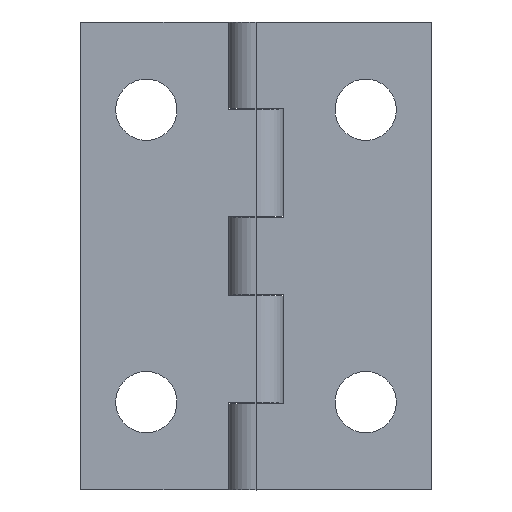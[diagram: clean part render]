
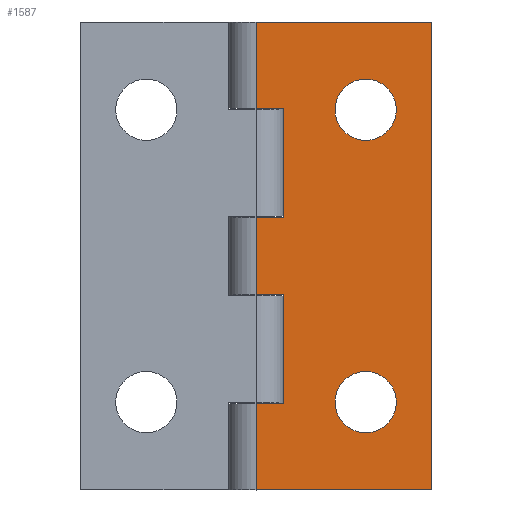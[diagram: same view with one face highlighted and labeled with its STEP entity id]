
A CAD part, top view. The second image highlights one B-rep face of the part: STEP entity #1587.
In plain terms, the highlighted planar face has unit normal (0, 0, 1).
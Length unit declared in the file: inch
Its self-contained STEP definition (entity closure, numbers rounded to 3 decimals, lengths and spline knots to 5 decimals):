
#56 = DIRECTION ( 'NONE',  ( 0., 0., -1. ) ) ;
#63 = CARTESIAN_POINT ( 'NONE',  ( 0.375, 0.5, 0.05906 ) ) ;
#65 = PLANE ( 'NONE',  #231 ) ;
#67 = DIRECTION ( 'NONE',  ( -1., 0., 0. ) ) ;
#153 = CARTESIAN_POINT ( 'NONE',  ( 0.23438, 0.3125, 0.05906 ) ) ;
#154 = DIRECTION ( 'NONE',  ( 0., 0., -1. ) ) ;
#155 = DIRECTION ( 'NONE',  ( -1., 0., 0. ) ) ;
#231 = AXIS2_PLACEMENT_3D ( 'NONE', #63, #56, #67 ) ;
#275 = VERTEX_POINT ( 'NONE', #1600 ) ;
#277 = VERTEX_POINT ( 'NONE', #1603 ) ;
#292 = VERTEX_POINT ( 'NONE', #1917 ) ;
#294 = VERTEX_POINT ( 'NONE', #1915 ) ;
#313 = VERTEX_POINT ( 'NONE', #1530 ) ;
#318 = VERTEX_POINT ( 'NONE', #1525 ) ;
#324 = VERTEX_POINT ( 'NONE', #1519 ) ;
#337 = VERTEX_POINT ( 'NONE', #2130 ) ;
#338 = VERTEX_POINT ( 'NONE', #2129 ) ;
#346 = VERTEX_POINT ( 'NONE', #2123 ) ;
#348 = VERTEX_POINT ( 'NONE', #2121 ) ;
#363 = VERTEX_POINT ( 'NONE', #1031 ) ;
#373 = VERTEX_POINT ( 'NONE', #1896 ) ;
#375 = VERTEX_POINT ( 'NONE', #1895 ) ;
#387 = VERTEX_POINT ( 'NONE', #1892 ) ;
#452 = FACE_BOUND ( 'NONE', #1696, .T. ) ;
#458 = FACE_OUTER_BOUND ( 'NONE', #1693, .T. ) ;
#460 = FACE_BOUND ( 'NONE', #1695, .T. ) ;
#670 = EDGE_CURVE ( 'NONE', #294, #277, #2049, .T. ) ;
#671 = EDGE_CURVE ( 'NONE', #277, #318, #2054, .T. ) ;
#672 = EDGE_CURVE ( 'NONE', #318, #346, #2056, .T. ) ;
#673 = EDGE_CURVE ( 'NONE', #387, #337, #2058, .T. ) ;
#674 = EDGE_CURVE ( 'NONE', #337, #373, #2062, .T. ) ;
#675 = EDGE_CURVE ( 'NONE', #292, #373, #2064, .T. ) ;
#676 = EDGE_CURVE ( 'NONE', #324, #348, #2060, .T. ) ;
#677 = EDGE_CURVE ( 'NONE', #348, #363, #2066, .T. ) ;
#678 = EDGE_CURVE ( 'NONE', #363, #375, #2068, .T. ) ;
#679 = EDGE_CURVE ( 'NONE', #338, #313, #2070, .T. ) ;
#680 = EDGE_CURVE ( 'NONE', #275, #839, #2072, .T. ) ;
#721 = EDGE_CURVE ( 'NONE', #294, #375, #1052, .T. ) ;
#730 = EDGE_CURVE ( 'NONE', #387, #346, #1066, .T. ) ;
#739 = EDGE_CURVE ( 'NONE', #839, #275, #1075, .T. ) ;
#742 = EDGE_CURVE ( 'NONE', #324, #292, #1085, .T. ) ;
#753 = EDGE_CURVE ( 'NONE', #313, #338, #1101, .T. ) ;
#790 = CARTESIAN_POINT ( 'NONE',  ( 0., 0.5, 0.05906 ) ) ;
#795 = DIRECTION ( 'NONE',  ( 0., -1., 0. ) ) ;
#804 = CARTESIAN_POINT ( 'NONE',  ( 0.23438, -0.3125, 0.05906 ) ) ;
#805 = DIRECTION ( 'NONE',  ( 0., 0., -1. ) ) ;
#806 = DIRECTION ( 'NONE',  ( -1., 0., 0. ) ) ;
#839 = VERTEX_POINT ( 'NONE', #2175 ) ;
#946 = DIRECTION ( 'NONE',  ( 0., -1., 0. ) ) ;
#947 = CARTESIAN_POINT ( 'NONE',  ( 0., 0.5, 0.05906 ) ) ;
#976 = CARTESIAN_POINT ( 'NONE',  ( 0., 0.5, 0.05906 ) ) ;
#977 = DIRECTION ( 'NONE',  ( 0., -1., 0. ) ) ;
#978 = CARTESIAN_POINT ( 'NONE',  ( 0.23438, -0.3125, 0.05906 ) ) ;
#979 = DIRECTION ( 'NONE',  ( 0., 0., -1. ) ) ;
#980 = DIRECTION ( 'NONE',  ( -1., 0., 0. ) ) ;
#1003 = CARTESIAN_POINT ( 'NONE',  ( -0.05906, 0.316, 0.05906 ) ) ;
#1005 = DIRECTION ( 'NONE',  ( 1., 0., 0. ) ) ;
#1006 = CARTESIAN_POINT ( 'NONE',  ( 0.375, 0.5, 0.05906 ) ) ;
#1007 = DIRECTION ( 'NONE',  ( 0., 1., 0. ) ) ;
#1008 = CARTESIAN_POINT ( 'NONE',  ( 0.05906, -0.316, 0.05906 ) ) ;
#1009 = DIRECTION ( 'NONE',  ( -1., 0., 0. ) ) ;
#1010 = CARTESIAN_POINT ( 'NONE',  ( 0.05906, -0.0825, 0.05906 ) ) ;
#1011 = DIRECTION ( 'NONE',  ( 1., 0., 0. ) ) ;
#1012 = CARTESIAN_POINT ( 'NONE',  ( 0.375, 0.5, 0.05906 ) ) ;
#1013 = DIRECTION ( 'NONE',  ( 0., -1., 0. ) ) ;
#1014 = CARTESIAN_POINT ( 'NONE',  ( 0.375, -0.5, 0.05906 ) ) ;
#1015 = CARTESIAN_POINT ( 'NONE',  ( -0.05906, -0.0825, 0.05906 ) ) ;
#1016 = DIRECTION ( 'NONE',  ( 1., 0., 0. ) ) ;
#1017 = DIRECTION ( 'NONE',  ( 1., 0., 0. ) ) ;
#1018 = DIRECTION ( 'NONE',  ( 0., 1., 0. ) ) ;
#1019 = DIRECTION ( 'NONE',  ( -1., 0., 0. ) ) ;
#1021 = CARTESIAN_POINT ( 'NONE',  ( 0.23438, 0.3125, 0.05906 ) ) ;
#1022 = DIRECTION ( 'NONE',  ( 0., 0., -1. ) ) ;
#1023 = DIRECTION ( 'NONE',  ( -1., 0., 0. ) ) ;
#1031 = CARTESIAN_POINT ( 'NONE',  ( 0.05906, -0.0825, 0.05906 ) ) ;
#1052 = LINE ( 'NONE', #790, #1054 ) ;
#1054 = VECTOR ( 'NONE', #795, 39.37008 ) ;
#1066 = LINE ( 'NONE', #947, #1068 ) ;
#1068 = VECTOR ( 'NONE', #946, 39.37008 ) ;
#1075 = CIRCLE ( 'NONE', #1845, 0.0655 ) ;
#1085 = LINE ( 'NONE', #976, #1087 ) ;
#1087 = VECTOR ( 'NONE', #977, 39.37008 ) ;
#1101 = CIRCLE ( 'NONE', #1852, 0.0655 ) ;
#1190 = CARTESIAN_POINT ( 'NONE',  ( 0.05906, 0.316, 0.05906 ) ) ;
#1205 = CARTESIAN_POINT ( 'NONE',  ( 0.05906, 0.0825, 0.05906 ) ) ;
#1519 = CARTESIAN_POINT ( 'NONE',  ( 0., -0.316, 0.05906 ) ) ;
#1525 = CARTESIAN_POINT ( 'NONE',  ( 0.05906, 0.316, 0.05906 ) ) ;
#1530 = CARTESIAN_POINT ( 'NONE',  ( 0.29988, 0.3125, 0.05906 ) ) ;
#1587 = ADVANCED_FACE ( 'NONE', ( #452, #460, #458 ), #65, .F. ) ;
#1600 = CARTESIAN_POINT ( 'NONE',  ( 0.16888, -0.3125, 0.05906 ) ) ;
#1603 = CARTESIAN_POINT ( 'NONE',  ( 0.05906, 0.0825, 0.05906 ) ) ;
#1624 = ORIENTED_EDGE ( 'NONE', *, *, #680, .T. ) ;
#1625 = ORIENTED_EDGE ( 'NONE', *, *, #739, .T. ) ;
#1626 = ORIENTED_EDGE ( 'NONE', *, *, #679, .T. ) ;
#1627 = ORIENTED_EDGE ( 'NONE', *, *, #753, .T. ) ;
#1628 = ORIENTED_EDGE ( 'NONE', *, *, #721, .T. ) ;
#1629 = ORIENTED_EDGE ( 'NONE', *, *, #678, .F. ) ;
#1630 = ORIENTED_EDGE ( 'NONE', *, *, #677, .F. ) ;
#1631 = ORIENTED_EDGE ( 'NONE', *, *, #676, .F. ) ;
#1632 = ORIENTED_EDGE ( 'NONE', *, *, #742, .T. ) ;
#1693 = EDGE_LOOP ( 'NONE', ( #1628, #1629, #1630, #1631, #1632, #1745, #1746, #1747, #1748, #1749, #1750, #1751 ) ) ;
#1695 = EDGE_LOOP ( 'NONE', ( #1626, #1627 ) ) ;
#1696 = EDGE_LOOP ( 'NONE', ( #1624, #1625 ) ) ;
#1745 = ORIENTED_EDGE ( 'NONE', *, *, #675, .T. ) ;
#1746 = ORIENTED_EDGE ( 'NONE', *, *, #674, .F. ) ;
#1747 = ORIENTED_EDGE ( 'NONE', *, *, #673, .F. ) ;
#1748 = ORIENTED_EDGE ( 'NONE', *, *, #730, .T. ) ;
#1749 = ORIENTED_EDGE ( 'NONE', *, *, #672, .F. ) ;
#1750 = ORIENTED_EDGE ( 'NONE', *, *, #671, .F. ) ;
#1751 = ORIENTED_EDGE ( 'NONE', *, *, #670, .F. ) ;
#1815 = AXIS2_PLACEMENT_3D ( 'NONE', #1021, #1022, #1023 ) ;
#1816 = AXIS2_PLACEMENT_3D ( 'NONE', #804, #805, #806 ) ;
#1845 = AXIS2_PLACEMENT_3D ( 'NONE', #978, #979, #980 ) ;
#1852 = AXIS2_PLACEMENT_3D ( 'NONE', #153, #154, #155 ) ;
#1892 = CARTESIAN_POINT ( 'NONE',  ( 0., 0.5, 0.05906 ) ) ;
#1895 = CARTESIAN_POINT ( 'NONE',  ( 0., -0.0825, 0.05906 ) ) ;
#1896 = CARTESIAN_POINT ( 'NONE',  ( 0.375, -0.5, 0.05906 ) ) ;
#1915 = CARTESIAN_POINT ( 'NONE',  ( 0., 0.0825, 0.05906 ) ) ;
#1917 = CARTESIAN_POINT ( 'NONE',  ( 0., -0.5, 0.05906 ) ) ;
#2049 = LINE ( 'NONE', #1205, #2057 ) ;
#2054 = LINE ( 'NONE', #1190, #2059 ) ;
#2056 = LINE ( 'NONE', #1003, #2061 ) ;
#2057 = VECTOR ( 'NONE', #1005, 39.37008 ) ;
#2058 = LINE ( 'NONE', #1006, #2063 ) ;
#2059 = VECTOR ( 'NONE', #1007, 39.37008 ) ;
#2060 = LINE ( 'NONE', #1008, #2069 ) ;
#2061 = VECTOR ( 'NONE', #1009, 39.37008 ) ;
#2062 = LINE ( 'NONE', #1012, #2065 ) ;
#2063 = VECTOR ( 'NONE', #1011, 39.37008 ) ;
#2064 = LINE ( 'NONE', #1014, #2067 ) ;
#2065 = VECTOR ( 'NONE', #1013, 39.37008 ) ;
#2066 = LINE ( 'NONE', #1010, #2071 ) ;
#2067 = VECTOR ( 'NONE', #1016, 39.37008 ) ;
#2068 = LINE ( 'NONE', #1015, #2073 ) ;
#2069 = VECTOR ( 'NONE', #1017, 39.37008 ) ;
#2070 = CIRCLE ( 'NONE', #1815, 0.0655 ) ;
#2071 = VECTOR ( 'NONE', #1018, 39.37008 ) ;
#2072 = CIRCLE ( 'NONE', #1816, 0.0655 ) ;
#2073 = VECTOR ( 'NONE', #1019, 39.37008 ) ;
#2121 = CARTESIAN_POINT ( 'NONE',  ( 0.05906, -0.316, 0.05906 ) ) ;
#2123 = CARTESIAN_POINT ( 'NONE',  ( 0., 0.316, 0.05906 ) ) ;
#2129 = CARTESIAN_POINT ( 'NONE',  ( 0.16888, 0.3125, 0.05906 ) ) ;
#2130 = CARTESIAN_POINT ( 'NONE',  ( 0.375, 0.5, 0.05906 ) ) ;
#2175 = CARTESIAN_POINT ( 'NONE',  ( 0.29988, -0.3125, 0.05906 ) ) ;
